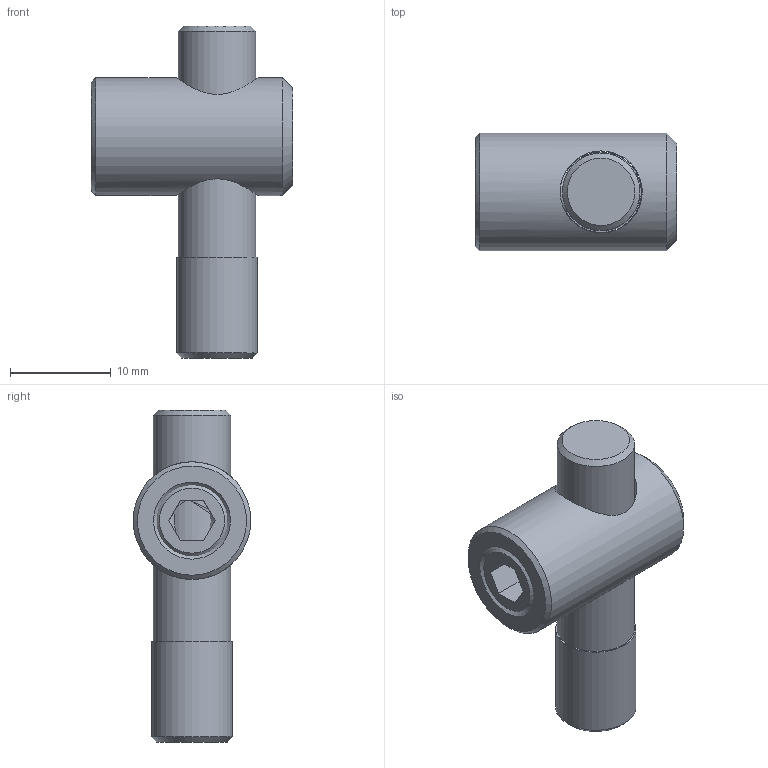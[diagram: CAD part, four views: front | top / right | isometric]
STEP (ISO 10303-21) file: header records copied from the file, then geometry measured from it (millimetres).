
FILE_DESCRIPTION(/* description */ ('KriTec Stoßverbinder 8 ohne Nase für geschlossene Profile 8'),/* implementation_level */ '2;1');
FILE_NAME(/* name */ '13268_KriTec_Stoßverbinder_8_ohne_Nase_für_geschlossene_Profile_8.stp',/* time_stamp */ '2020-02-25T15:12:09+01:00',/* author */ ('Nell'),/* organization */ (''),/* preprocessor_version */ 'ST-DEVELOPER v17',/* originating_system */ 'Autodesk Inventor 2018',/* authorisation */ '');
FILE_SCHEMA (('AUTOMOTIVE_DESIGN { 1 0 10303 214 3 1 1 }'));
Length unit declared in the file: millimetre
Products named in the file (4): 13268; Bolzen_Zentralverbinder_8_Form_G; DIN 914 - M8 x 10; 13047_Querriegel_Zentralverbinder_8_ohne_Nasen
Assembly tree (3 placements, depth 2):
  13268
    Bolzen_Zentralverbinder_8_Form_G
    DIN 914 - M8 x 10
    13047_Querriegel_Zentralverbinder_8_ohne_Nasen
Bounding box: 20 x 11.7 x 33 mm (x, y, z)
Volume: 3153.1 mm3; surface area: 2428.3 mm2
Topology: 3 solids, 3 shells, 27 faces, 61 edges, 40 vertices
Faces by surface type: plane 13, cone 8, cylinder 6
Full cylindrical faces by diameter (mm): 6.647 x1, 7.7 x1, 8 x2, 8.15 x1, 11.7 x1
Entity records: 1001 total; most frequent: CARTESIAN_POINT 257, DIRECTION 135, ORIENTED_EDGE 120, EDGE_CURVE 60, AXIS2_PLACEMENT_3D 54, VERTEX_POINT 40, EDGE_LOOP 32, FACE_OUTER_BOUND 27
